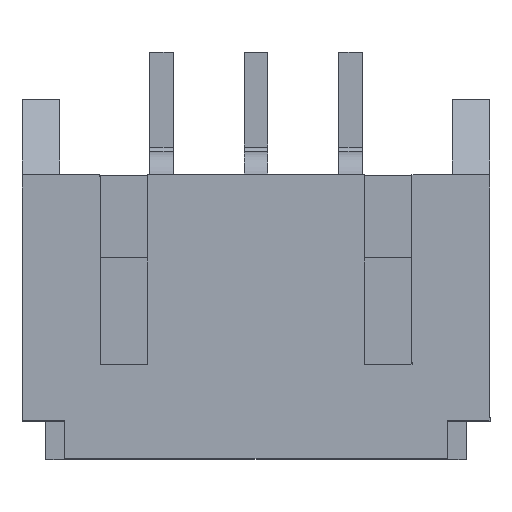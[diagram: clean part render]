
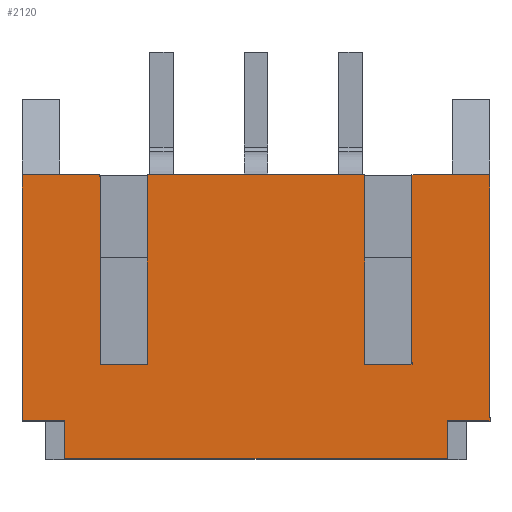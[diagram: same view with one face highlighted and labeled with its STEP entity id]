
A CAD part, top view. The second image highlights one B-rep face of the part: STEP entity #2120.
In plain terms, the highlighted planar face has unit normal (0, 0, 1).
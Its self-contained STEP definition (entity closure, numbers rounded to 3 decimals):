
#171=FACE_OUTER_BOUND('',#278,.T.);
#278=EDGE_LOOP('',(#1552,#1553,#1554,#1555,#1556,#1557,#1558,#1559,#1560,
#1561,#1562,#1563,#1564,#1565,#1566,#1567));
#385=LINE('',#2924,#663);
#389=LINE('',#2932,#667);
#397=LINE('',#2948,#675);
#417=LINE('',#2987,#695);
#424=LINE('',#3008,#702);
#451=LINE('',#3062,#729);
#459=LINE('',#3078,#737);
#460=LINE('',#3079,#738);
#461=LINE('',#3081,#739);
#462=LINE('',#3083,#740);
#463=LINE('',#3085,#741);
#464=LINE('',#3087,#742);
#465=LINE('',#3089,#743);
#466=LINE('',#3091,#744);
#467=LINE('',#3092,#745);
#468=LINE('',#3093,#746);
#663=VECTOR('',#2388,1000.);
#667=VECTOR('',#2392,1000.);
#675=VECTOR('',#2400,1000.);
#695=VECTOR('',#2432,1000.);
#702=VECTOR('',#2449,1000.);
#729=VECTOR('',#2486,1000.);
#737=VECTOR('',#2498,1000.);
#738=VECTOR('',#2499,1000.);
#739=VECTOR('',#2500,1000.);
#740=VECTOR('',#2501,1000.);
#741=VECTOR('',#2502,1000.);
#742=VECTOR('',#2503,1000.);
#743=VECTOR('',#2504,1000.);
#744=VECTOR('',#2505,1000.);
#745=VECTOR('',#2506,1000.);
#746=VECTOR('',#2507,1000.);
#944=VERTEX_POINT('',#2922);
#945=VERTEX_POINT('',#2923);
#948=VERTEX_POINT('',#2929);
#949=VERTEX_POINT('',#2931);
#956=VERTEX_POINT('',#2945);
#957=VERTEX_POINT('',#2947);
#970=VERTEX_POINT('',#2985);
#979=VERTEX_POINT('',#3007);
#1001=VERTEX_POINT('',#3061);
#1007=VERTEX_POINT('',#3077);
#1008=VERTEX_POINT('',#3080);
#1009=VERTEX_POINT('',#3082);
#1010=VERTEX_POINT('',#3084);
#1011=VERTEX_POINT('',#3086);
#1012=VERTEX_POINT('',#3088);
#1013=VERTEX_POINT('',#3090);
#1143=EDGE_CURVE('',#944,#945,#385,.T.);
#1147=EDGE_CURVE('',#948,#949,#389,.T.);
#1155=EDGE_CURVE('',#956,#957,#397,.T.);
#1175=EDGE_CURVE('',#970,#944,#417,.T.);
#1185=EDGE_CURVE('',#945,#979,#424,.T.);
#1212=EDGE_CURVE('',#957,#1001,#451,.T.);
#1220=EDGE_CURVE('',#979,#1007,#459,.T.);
#1221=EDGE_CURVE('',#1001,#970,#460,.T.);
#1222=EDGE_CURVE('',#956,#1008,#461,.T.);
#1223=EDGE_CURVE('',#1009,#1008,#462,.T.);
#1224=EDGE_CURVE('',#1010,#1009,#463,.T.);
#1225=EDGE_CURVE('',#1010,#1011,#464,.T.);
#1226=EDGE_CURVE('',#1012,#1011,#465,.T.);
#1227=EDGE_CURVE('',#1013,#1012,#466,.T.);
#1228=EDGE_CURVE('',#1013,#949,#467,.T.);
#1229=EDGE_CURVE('',#1007,#948,#468,.T.);
#1552=ORIENTED_EDGE('',*,*,#1220,.F.);
#1553=ORIENTED_EDGE('',*,*,#1185,.F.);
#1554=ORIENTED_EDGE('',*,*,#1143,.F.);
#1555=ORIENTED_EDGE('',*,*,#1175,.F.);
#1556=ORIENTED_EDGE('',*,*,#1221,.F.);
#1557=ORIENTED_EDGE('',*,*,#1212,.F.);
#1558=ORIENTED_EDGE('',*,*,#1155,.F.);
#1559=ORIENTED_EDGE('',*,*,#1222,.T.);
#1560=ORIENTED_EDGE('',*,*,#1223,.F.);
#1561=ORIENTED_EDGE('',*,*,#1224,.F.);
#1562=ORIENTED_EDGE('',*,*,#1225,.T.);
#1563=ORIENTED_EDGE('',*,*,#1226,.F.);
#1564=ORIENTED_EDGE('',*,*,#1227,.F.);
#1565=ORIENTED_EDGE('',*,*,#1228,.T.);
#1566=ORIENTED_EDGE('',*,*,#1147,.F.);
#1567=ORIENTED_EDGE('',*,*,#1229,.F.);
#2022=PLANE('',#2247);
#2120=ADVANCED_FACE('',(#171),#2022,.F.);
#2247=AXIS2_PLACEMENT_3D('',#3076,#2496,#2497);
#2388=DIRECTION('',(1.,0.,0.));
#2392=DIRECTION('',(1.,0.,0.));
#2400=DIRECTION('',(1.,0.,0.));
#2432=DIRECTION('',(0.,1.,0.));
#2449=DIRECTION('',(0.,-1.,0.));
#2486=DIRECTION('',(0.,-1.,0.));
#2496=DIRECTION('center_axis',(0.,0.,
-1.));
#2497=DIRECTION('ref_axis',(1.,0.,0.));
#2498=DIRECTION('',(1.,0.,0.));
#2499=DIRECTION('',(1.,0.,0.));
#2500=DIRECTION('',(0.,-1.,0.));
#2501=DIRECTION('',(-1.,0.,0.));
#2502=DIRECTION('',(0.,1.,0.));
#2503=DIRECTION('',(1.,0.,0.));
#2504=DIRECTION('',(0.,-1.,0.));
#2505=DIRECTION('',(-1.,0.,0.));
#2506=DIRECTION('',(0.,1.,0.));
#2507=DIRECTION('',(0.,1.,0.));
#2922=CARTESIAN_POINT('',(-2.3,3.,5.6));
#2923=CARTESIAN_POINT('',(2.3,3.,5.6));
#2924=CARTESIAN_POINT('',(-4.95,3.,5.6));
#2929=CARTESIAN_POINT('',(3.3,3.,5.6));
#2931=CARTESIAN_POINT('',(4.95,3.,5.6));
#2932=CARTESIAN_POINT('',(-4.95,3.,5.6));
#2945=CARTESIAN_POINT('',(-4.95,3.,5.6));
#2947=CARTESIAN_POINT('',(-3.3,3.,5.6));
#2948=CARTESIAN_POINT('',(-4.95,3.,5.6));
#2985=CARTESIAN_POINT('',(-2.3,-1.,5.6));
#2987=CARTESIAN_POINT('',(-2.3,-1.,5.6));
#3007=CARTESIAN_POINT('',(2.3,-1.,5.6));
#3008=CARTESIAN_POINT('',(2.3,-1.,5.6));
#3061=CARTESIAN_POINT('',(-3.3,-1.,5.6));
#3062=CARTESIAN_POINT('',(-3.3,-1.,5.6));
#3076=CARTESIAN_POINT('Origin',(-4.95,4.6,5.6));
#3077=CARTESIAN_POINT('',(3.3,-1.,5.6));
#3078=CARTESIAN_POINT('',(3.3,-1.,5.6));
#3079=CARTESIAN_POINT('',(-3.3,-1.,5.6));
#3080=CARTESIAN_POINT('',(-4.95,-2.2,5.6));
#3081=CARTESIAN_POINT('',(-4.95,-3.,5.6));
#3082=CARTESIAN_POINT('',(-4.05,-2.2,5.6));
#3083=CARTESIAN_POINT('',(-4.95,-2.2,5.6));
#3084=CARTESIAN_POINT('',(-4.05,-3.,5.6));
#3085=CARTESIAN_POINT('',(-4.05,-3.,5.6));
#3086=CARTESIAN_POINT('',(4.05,-3.,5.6));
#3087=CARTESIAN_POINT('',(4.95,-3.,5.6));
#3088=CARTESIAN_POINT('',(4.05,-2.2,5.6));
#3089=CARTESIAN_POINT('',(4.05,-3.,5.6));
#3090=CARTESIAN_POINT('',(4.95,-2.2,5.6));
#3091=CARTESIAN_POINT('',(4.95,-2.2,5.6));
#3092=CARTESIAN_POINT('',(4.95,-3.,5.6));
#3093=CARTESIAN_POINT('',(3.3,-1.,5.6));
